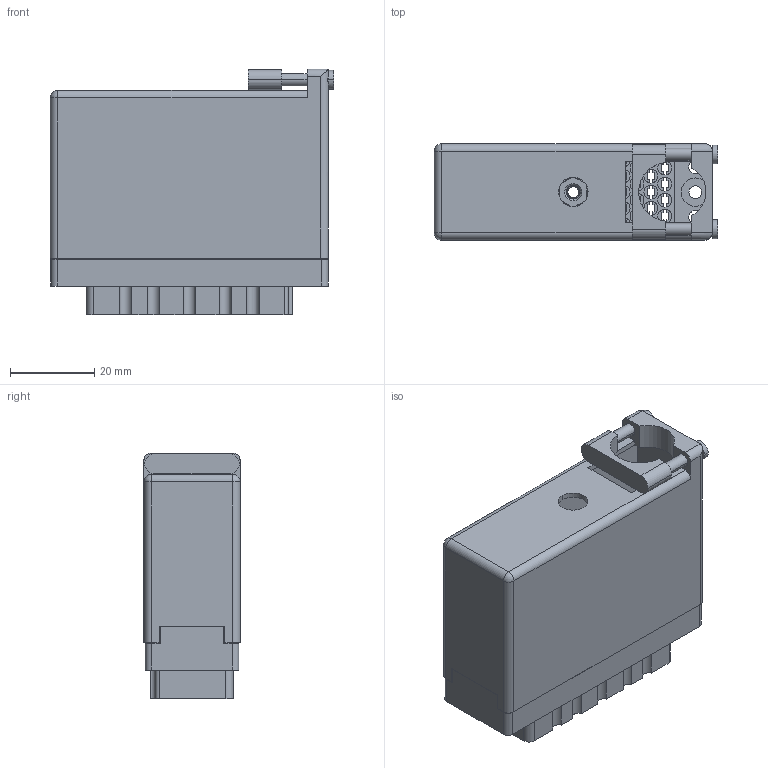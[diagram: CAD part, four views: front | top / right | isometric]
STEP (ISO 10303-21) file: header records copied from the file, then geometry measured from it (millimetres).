
FILE_DESCRIPTION (( 'STEP AP203' ), '1' );
FILE_NAME ('516-056-000-266.STEP', '2020-03-05T19:51:01', ( '' ), ( '' ), 'SwSTEP 2.0', 'SolidWorks 2016', '' );
FILE_SCHEMA (( 'CONFIG_CONTROL_DESIGN' ));
Length unit declared in the file: inch
Products named in the file (4): 516 Part Receptacle_056; 516-252-035-100_516-252-035-100; 516-056-000-266; 516-230-001_Metal - 056 Top Entry
Assembly tree (3 placements, depth 2):
  516-056-000-266
    516 Part Receptacle_056
    516-230-001_Metal - 056 Top Entry
    516-252-035-100_516-252-035-100
Bounding box: 67.31 x 22.83 x 58.34 mm (x, y, z)
Volume: 24782.1 mm3; surface area: 36839.3 mm2
Topology: 3 solids, 3 shells, 1382 faces, 4054 edges, 2694 vertices
Faces by surface type: plane 937, cylinder 425, cone 12, bspline 6, sphere 2
Entity records: 48940 total; most frequent: CARTESIAN_POINT 10622, ORIENTED_EDGE 8104, DIRECTION 7822, EDGE_CURVE 4052, LINE 2934, VECTOR 2934, VERTEX_POINT 2694, AXIS2_PLACEMENT_3D 2444
